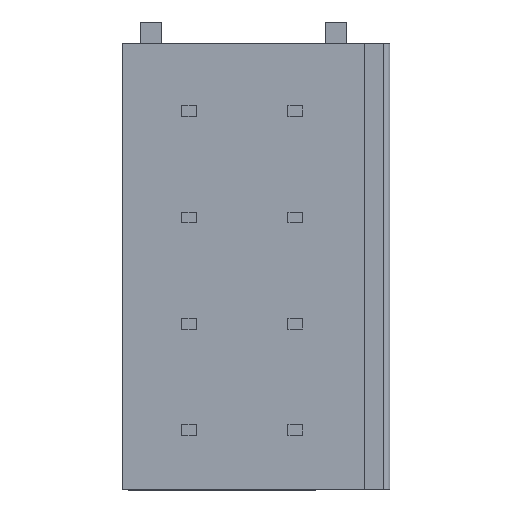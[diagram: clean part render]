
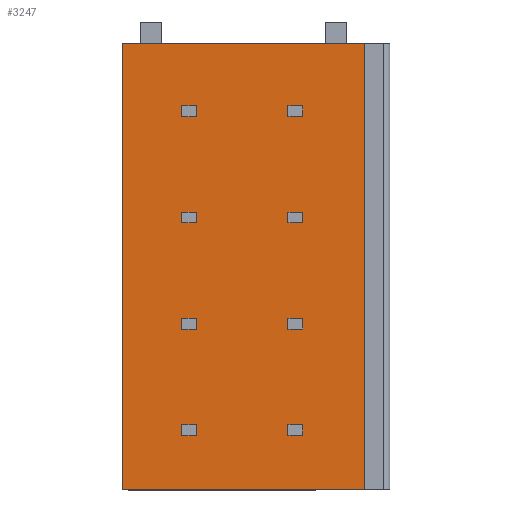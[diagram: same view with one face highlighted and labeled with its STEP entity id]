
A CAD part, top view. The second image highlights one B-rep face of the part: STEP entity #3247.
In plain terms, the highlighted planar face has unit normal (0, 0, 1).
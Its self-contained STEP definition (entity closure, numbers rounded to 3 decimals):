
#23=DIRECTION('',(1.,0.,0.));
#24=VECTOR('',#23,11.4);
#25=CARTESIAN_POINT('',(-6.3,-17.8,4.55));
#26=LINE('',#25,#24);
#100=DIRECTION('',(0.,1.,0.));
#101=VECTOR('',#100,21.);
#102=CARTESIAN_POINT('',(5.1,-17.8,4.55));
#103=LINE('',#102,#101);
#104=DIRECTION('',(0.,1.,0.));
#105=VECTOR('',#104,21.);
#106=CARTESIAN_POINT('',(-6.3,-17.8,4.55));
#107=LINE('',#106,#105);
#108=DIRECTION('',(-1.,0.,0.));
#109=VECTOR('',#108,0.7);
#110=CARTESIAN_POINT('',(-2.8,0.25,4.55));
#111=LINE('',#110,#109);
#112=DIRECTION('',(0.,-1.,0.));
#113=VECTOR('',#112,0.5);
#114=CARTESIAN_POINT('',(-3.5,0.25,4.55));
#115=LINE('',#114,#113);
#116=DIRECTION('',(1.,0.,0.));
#117=VECTOR('',#116,0.7);
#118=CARTESIAN_POINT('',(-3.5,-0.25,4.55));
#119=LINE('',#118,#117);
#120=DIRECTION('',(0.,1.,0.));
#121=VECTOR('',#120,0.5);
#122=CARTESIAN_POINT('',(-2.8,-0.25,4.55));
#123=LINE('',#122,#121);
#124=DIRECTION('',(-1.,0.,0.));
#125=VECTOR('',#124,0.7);
#126=CARTESIAN_POINT('',(2.2,0.25,4.55));
#127=LINE('',#126,#125);
#128=DIRECTION('',(0.,-1.,0.));
#129=VECTOR('',#128,0.5);
#130=CARTESIAN_POINT('',(1.5,0.25,4.55));
#131=LINE('',#130,#129);
#132=DIRECTION('',(1.,0.,0.));
#133=VECTOR('',#132,0.7);
#134=CARTESIAN_POINT('',(1.5,-0.25,4.55));
#135=LINE('',#134,#133);
#136=DIRECTION('',(0.,1.,0.));
#137=VECTOR('',#136,0.5);
#138=CARTESIAN_POINT('',(2.2,-0.25,4.55));
#139=LINE('',#138,#137);
#140=DIRECTION('',(-1.,0.,0.));
#141=VECTOR('',#140,0.7);
#142=CARTESIAN_POINT('',(-2.8,-4.75,4.55));
#143=LINE('',#142,#141);
#144=DIRECTION('',(0.,-1.,0.));
#145=VECTOR('',#144,0.5);
#146=CARTESIAN_POINT('',(-3.5,-4.75,4.55));
#147=LINE('',#146,#145);
#148=DIRECTION('',(1.,0.,0.));
#149=VECTOR('',#148,0.7);
#150=CARTESIAN_POINT('',(-3.5,-5.25,4.55));
#151=LINE('',#150,#149);
#152=DIRECTION('',(0.,1.,0.));
#153=VECTOR('',#152,0.5);
#154=CARTESIAN_POINT('',(-2.8,-5.25,4.55));
#155=LINE('',#154,#153);
#156=DIRECTION('',(-1.,0.,0.));
#157=VECTOR('',#156,0.7);
#158=CARTESIAN_POINT('',(2.2,-4.75,4.55));
#159=LINE('',#158,#157);
#160=DIRECTION('',(0.,-1.,0.));
#161=VECTOR('',#160,0.5);
#162=CARTESIAN_POINT('',(1.5,-4.75,4.55));
#163=LINE('',#162,#161);
#164=DIRECTION('',(1.,0.,0.));
#165=VECTOR('',#164,0.7);
#166=CARTESIAN_POINT('',(1.5,-5.25,4.55));
#167=LINE('',#166,#165);
#168=DIRECTION('',(0.,1.,0.));
#169=VECTOR('',#168,0.5);
#170=CARTESIAN_POINT('',(2.2,-5.25,4.55));
#171=LINE('',#170,#169);
#172=DIRECTION('',(-1.,0.,0.));
#173=VECTOR('',#172,0.7);
#174=CARTESIAN_POINT('',(-2.8,-9.75,4.55));
#175=LINE('',#174,#173);
#176=DIRECTION('',(0.,-1.,0.));
#177=VECTOR('',#176,0.5);
#178=CARTESIAN_POINT('',(-3.5,-9.75,4.55));
#179=LINE('',#178,#177);
#180=DIRECTION('',(1.,0.,0.));
#181=VECTOR('',#180,0.7);
#182=CARTESIAN_POINT('',(-3.5,-10.25,4.55));
#183=LINE('',#182,#181);
#184=DIRECTION('',(0.,1.,0.));
#185=VECTOR('',#184,0.5);
#186=CARTESIAN_POINT('',(-2.8,-10.25,4.55));
#187=LINE('',#186,#185);
#188=DIRECTION('',(-1.,0.,0.));
#189=VECTOR('',#188,0.7);
#190=CARTESIAN_POINT('',(2.2,-9.75,4.55));
#191=LINE('',#190,#189);
#192=DIRECTION('',(0.,-1.,0.));
#193=VECTOR('',#192,0.5);
#194=CARTESIAN_POINT('',(1.5,-9.75,4.55));
#195=LINE('',#194,#193);
#196=DIRECTION('',(1.,0.,0.));
#197=VECTOR('',#196,0.7);
#198=CARTESIAN_POINT('',(1.5,-10.25,4.55));
#199=LINE('',#198,#197);
#200=DIRECTION('',(0.,1.,0.));
#201=VECTOR('',#200,0.5);
#202=CARTESIAN_POINT('',(2.2,-10.25,4.55));
#203=LINE('',#202,#201);
#204=DIRECTION('',(-1.,0.,0.));
#205=VECTOR('',#204,0.7);
#206=CARTESIAN_POINT('',(-2.8,-14.75,4.55));
#207=LINE('',#206,#205);
#208=DIRECTION('',(0.,-1.,0.));
#209=VECTOR('',#208,0.5);
#210=CARTESIAN_POINT('',(-3.5,-14.75,4.55));
#211=LINE('',#210,#209);
#212=DIRECTION('',(1.,0.,0.));
#213=VECTOR('',#212,0.7);
#214=CARTESIAN_POINT('',(-3.5,-15.25,4.55));
#215=LINE('',#214,#213);
#216=DIRECTION('',(0.,1.,0.));
#217=VECTOR('',#216,0.5);
#218=CARTESIAN_POINT('',(-2.8,-15.25,4.55));
#219=LINE('',#218,#217);
#220=DIRECTION('',(-1.,0.,0.));
#221=VECTOR('',#220,0.7);
#222=CARTESIAN_POINT('',(2.2,-14.75,4.55));
#223=LINE('',#222,#221);
#224=DIRECTION('',(0.,-1.,0.));
#225=VECTOR('',#224,0.5);
#226=CARTESIAN_POINT('',(1.5,-14.75,4.55));
#227=LINE('',#226,#225);
#228=DIRECTION('',(1.,0.,0.));
#229=VECTOR('',#228,0.7);
#230=CARTESIAN_POINT('',(1.5,-15.25,4.55));
#231=LINE('',#230,#229);
#232=DIRECTION('',(0.,1.,0.));
#233=VECTOR('',#232,0.5);
#234=CARTESIAN_POINT('',(2.2,-15.25,4.55));
#235=LINE('',#234,#233);
#338=DIRECTION('',(1.,0.,0.));
#339=VECTOR('',#338,11.4);
#340=CARTESIAN_POINT('',(-6.3,3.2,4.55));
#341=LINE('',#340,#339);
#2319=CARTESIAN_POINT('',(-6.3,-17.8,4.55));
#2320=CARTESIAN_POINT('',(5.1,-17.8,4.55));
#2321=VERTEX_POINT('',#2319);
#2322=VERTEX_POINT('',#2320);
#2349=CARTESIAN_POINT('',(-6.3,3.2,4.55));
#2350=VERTEX_POINT('',#2349);
#2351=CARTESIAN_POINT('',(5.1,3.2,4.55));
#2352=VERTEX_POINT('',#2351);
#2887=CARTESIAN_POINT('',(-2.8,0.25,4.55));
#2888=CARTESIAN_POINT('',(-3.5,0.25,4.55));
#2889=VERTEX_POINT('',#2887);
#2890=VERTEX_POINT('',#2888);
#2891=CARTESIAN_POINT('',(-3.5,-0.25,4.55));
#2892=VERTEX_POINT('',#2891);
#2893=CARTESIAN_POINT('',(-2.8,-0.25,4.55));
#2894=VERTEX_POINT('',#2893);
#2895=CARTESIAN_POINT('',(2.2,0.25,4.55));
#2896=CARTESIAN_POINT('',(1.5,0.25,4.55));
#2897=VERTEX_POINT('',#2895);
#2898=VERTEX_POINT('',#2896);
#2899=CARTESIAN_POINT('',(1.5,-0.25,4.55));
#2900=VERTEX_POINT('',#2899);
#2901=CARTESIAN_POINT('',(2.2,-0.25,4.55));
#2902=VERTEX_POINT('',#2901);
#2919=CARTESIAN_POINT('',(-2.8,-4.75,4.55));
#2920=CARTESIAN_POINT('',(-3.5,-4.75,4.55));
#2921=VERTEX_POINT('',#2919);
#2922=VERTEX_POINT('',#2920);
#2923=CARTESIAN_POINT('',(-3.5,-5.25,4.55));
#2924=VERTEX_POINT('',#2923);
#2925=CARTESIAN_POINT('',(-2.8,-5.25,4.55));
#2926=VERTEX_POINT('',#2925);
#2927=CARTESIAN_POINT('',(2.2,-4.75,4.55));
#2928=CARTESIAN_POINT('',(1.5,-4.75,4.55));
#2929=VERTEX_POINT('',#2927);
#2930=VERTEX_POINT('',#2928);
#2931=CARTESIAN_POINT('',(1.5,-5.25,4.55));
#2932=VERTEX_POINT('',#2931);
#2933=CARTESIAN_POINT('',(2.2,-5.25,4.55));
#2934=VERTEX_POINT('',#2933);
#2951=CARTESIAN_POINT('',(-2.8,-9.75,4.55));
#2952=CARTESIAN_POINT('',(-3.5,-9.75,4.55));
#2953=VERTEX_POINT('',#2951);
#2954=VERTEX_POINT('',#2952);
#2955=CARTESIAN_POINT('',(-3.5,-10.25,4.55));
#2956=VERTEX_POINT('',#2955);
#2957=CARTESIAN_POINT('',(-2.8,-10.25,4.55));
#2958=VERTEX_POINT('',#2957);
#2959=CARTESIAN_POINT('',(2.2,-9.75,4.55));
#2960=CARTESIAN_POINT('',(1.5,-9.75,4.55));
#2961=VERTEX_POINT('',#2959);
#2962=VERTEX_POINT('',#2960);
#2963=CARTESIAN_POINT('',(1.5,-10.25,4.55));
#2964=VERTEX_POINT('',#2963);
#2965=CARTESIAN_POINT('',(2.2,-10.25,4.55));
#2966=VERTEX_POINT('',#2965);
#2983=CARTESIAN_POINT('',(-2.8,-14.75,4.55));
#2984=CARTESIAN_POINT('',(-3.5,-14.75,4.55));
#2985=VERTEX_POINT('',#2983);
#2986=VERTEX_POINT('',#2984);
#2987=CARTESIAN_POINT('',(-3.5,-15.25,4.55));
#2988=VERTEX_POINT('',#2987);
#2989=CARTESIAN_POINT('',(-2.8,-15.25,4.55));
#2990=VERTEX_POINT('',#2989);
#2991=CARTESIAN_POINT('',(2.2,-14.75,4.55));
#2992=CARTESIAN_POINT('',(1.5,-14.75,4.55));
#2993=VERTEX_POINT('',#2991);
#2994=VERTEX_POINT('',#2992);
#2995=CARTESIAN_POINT('',(1.5,-15.25,4.55));
#2996=VERTEX_POINT('',#2995);
#2997=CARTESIAN_POINT('',(2.2,-15.25,4.55));
#2998=VERTEX_POINT('',#2997);
#3154=CARTESIAN_POINT('',(-6.3,-17.8,4.55));
#3155=DIRECTION('',(0.,0.,1.));
#3156=DIRECTION('',(1.,0.,0.));
#3157=AXIS2_PLACEMENT_3D('',#3154,#3155,#3156);
#3158=PLANE('',#3157);
#3160=ORIENTED_EDGE('',*,*,#3159,.T.);
#3162=ORIENTED_EDGE('',*,*,#3161,.T.);
#3163=ORIENTED_EDGE('',*,*,#3145,.F.);
#3164=ORIENTED_EDGE('',*,*,#3046,.F.);
#3165=EDGE_LOOP('',(#3160,#3162,#3163,#3164));
#3166=FACE_OUTER_BOUND('',#3165,.F.);
#3168=ORIENTED_EDGE('',*,*,#3167,.T.);
#3170=ORIENTED_EDGE('',*,*,#3169,.T.);
#3172=ORIENTED_EDGE('',*,*,#3171,.T.);
#3174=ORIENTED_EDGE('',*,*,#3173,.T.);
#3175=EDGE_LOOP('',(#3168,#3170,#3172,#3174));
#3176=FACE_BOUND('',#3175,.F.);
#3178=ORIENTED_EDGE('',*,*,#3177,.T.);
#3180=ORIENTED_EDGE('',*,*,#3179,.T.);
#3182=ORIENTED_EDGE('',*,*,#3181,.T.);
#3184=ORIENTED_EDGE('',*,*,#3183,.T.);
#3185=EDGE_LOOP('',(#3178,#3180,#3182,#3184));
#3186=FACE_BOUND('',#3185,.F.);
#3188=ORIENTED_EDGE('',*,*,#3187,.T.);
#3190=ORIENTED_EDGE('',*,*,#3189,.T.);
#3192=ORIENTED_EDGE('',*,*,#3191,.T.);
#3194=ORIENTED_EDGE('',*,*,#3193,.T.);
#3195=EDGE_LOOP('',(#3188,#3190,#3192,#3194));
#3196=FACE_BOUND('',#3195,.F.);
#3198=ORIENTED_EDGE('',*,*,#3197,.T.);
#3200=ORIENTED_EDGE('',*,*,#3199,.T.);
#3202=ORIENTED_EDGE('',*,*,#3201,.T.);
#3204=ORIENTED_EDGE('',*,*,#3203,.T.);
#3205=EDGE_LOOP('',(#3198,#3200,#3202,#3204));
#3206=FACE_BOUND('',#3205,.F.);
#3208=ORIENTED_EDGE('',*,*,#3207,.T.);
#3210=ORIENTED_EDGE('',*,*,#3209,.T.);
#3212=ORIENTED_EDGE('',*,*,#3211,.T.);
#3214=ORIENTED_EDGE('',*,*,#3213,.T.);
#3215=EDGE_LOOP('',(#3208,#3210,#3212,#3214));
#3216=FACE_BOUND('',#3215,.F.);
#3218=ORIENTED_EDGE('',*,*,#3217,.T.);
#3220=ORIENTED_EDGE('',*,*,#3219,.T.);
#3222=ORIENTED_EDGE('',*,*,#3221,.T.);
#3224=ORIENTED_EDGE('',*,*,#3223,.T.);
#3225=EDGE_LOOP('',(#3218,#3220,#3222,#3224));
#3226=FACE_BOUND('',#3225,.F.);
#3228=ORIENTED_EDGE('',*,*,#3227,.T.);
#3230=ORIENTED_EDGE('',*,*,#3229,.T.);
#3232=ORIENTED_EDGE('',*,*,#3231,.T.);
#3234=ORIENTED_EDGE('',*,*,#3233,.T.);
#3235=EDGE_LOOP('',(#3228,#3230,#3232,#3234));
#3236=FACE_BOUND('',#3235,.F.);
#3238=ORIENTED_EDGE('',*,*,#3237,.T.);
#3240=ORIENTED_EDGE('',*,*,#3239,.T.);
#3242=ORIENTED_EDGE('',*,*,#3241,.T.);
#3244=ORIENTED_EDGE('',*,*,#3243,.T.);
#3245=EDGE_LOOP('',(#3238,#3240,#3242,#3244));
#3246=FACE_BOUND('',#3245,.F.);
#3247=ADVANCED_FACE('',(#3166,#3176,#3186,#3196,#3206,#3216,#3226,#3236,#3246),
#3158,.T.);
#3046=EDGE_CURVE('',#2321,#2322,#26,.T.);
#3145=EDGE_CURVE('',#2322,#2352,#103,.T.);
#3159=EDGE_CURVE('',#2321,#2350,#107,.T.);
#3161=EDGE_CURVE('',#2350,#2352,#341,.T.);
#3167=EDGE_CURVE('',#2889,#2890,#111,.T.);
#3169=EDGE_CURVE('',#2890,#2892,#115,.T.);
#3171=EDGE_CURVE('',#2892,#2894,#119,.T.);
#3173=EDGE_CURVE('',#2894,#2889,#123,.T.);
#3177=EDGE_CURVE('',#2897,#2898,#127,.T.);
#3179=EDGE_CURVE('',#2898,#2900,#131,.T.);
#3181=EDGE_CURVE('',#2900,#2902,#135,.T.);
#3183=EDGE_CURVE('',#2902,#2897,#139,.T.);
#3187=EDGE_CURVE('',#2921,#2922,#143,.T.);
#3189=EDGE_CURVE('',#2922,#2924,#147,.T.);
#3191=EDGE_CURVE('',#2924,#2926,#151,.T.);
#3193=EDGE_CURVE('',#2926,#2921,#155,.T.);
#3197=EDGE_CURVE('',#2929,#2930,#159,.T.);
#3199=EDGE_CURVE('',#2930,#2932,#163,.T.);
#3201=EDGE_CURVE('',#2932,#2934,#167,.T.);
#3203=EDGE_CURVE('',#2934,#2929,#171,.T.);
#3207=EDGE_CURVE('',#2953,#2954,#175,.T.);
#3209=EDGE_CURVE('',#2954,#2956,#179,.T.);
#3211=EDGE_CURVE('',#2956,#2958,#183,.T.);
#3213=EDGE_CURVE('',#2958,#2953,#187,.T.);
#3217=EDGE_CURVE('',#2961,#2962,#191,.T.);
#3219=EDGE_CURVE('',#2962,#2964,#195,.T.);
#3221=EDGE_CURVE('',#2964,#2966,#199,.T.);
#3223=EDGE_CURVE('',#2966,#2961,#203,.T.);
#3227=EDGE_CURVE('',#2985,#2986,#207,.T.);
#3229=EDGE_CURVE('',#2986,#2988,#211,.T.);
#3231=EDGE_CURVE('',#2988,#2990,#215,.T.);
#3233=EDGE_CURVE('',#2990,#2985,#219,.T.);
#3237=EDGE_CURVE('',#2993,#2994,#223,.T.);
#3239=EDGE_CURVE('',#2994,#2996,#227,.T.);
#3241=EDGE_CURVE('',#2996,#2998,#231,.T.);
#3243=EDGE_CURVE('',#2998,#2993,#235,.T.);
